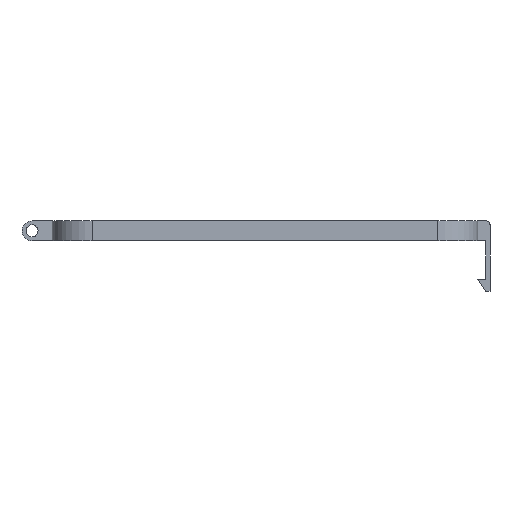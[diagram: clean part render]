
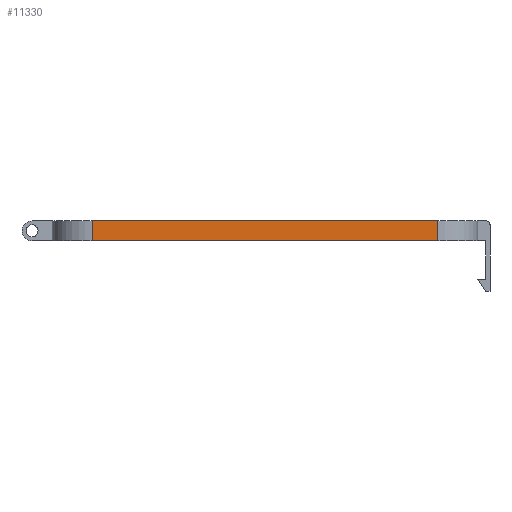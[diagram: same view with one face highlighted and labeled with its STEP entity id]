
A CAD part, front view. The second image highlights one B-rep face of the part: STEP entity #11330.
In plain terms, the highlighted planar face has unit normal (0, -1, 0).
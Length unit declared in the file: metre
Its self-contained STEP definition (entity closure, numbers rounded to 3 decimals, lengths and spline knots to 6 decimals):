
#173=PLANE('',#11920);
#762=LINE('',#17841,#1689);
#825=LINE('',#18301,#1752);
#826=LINE('',#18303,#1753);
#827=LINE('',#18305,#1754);
#1689=VECTOR('',#12763,1.);
#1752=VECTOR('',#12856,1.);
#1753=VECTOR('',#12859,1.);
#1754=VECTOR('',#12860,1.);
#4105=ORIENTED_EDGE('',*,*,#6740,.T.);
#4106=ORIENTED_EDGE('',*,*,#6741,.F.);
#4107=ORIENTED_EDGE('',*,*,#6590,.F.);
#4108=ORIENTED_EDGE('',*,*,#6739,.T.);
#6590=EDGE_CURVE('',#8054,#8055,#762,.T.);
#6739=EDGE_CURVE('',#8054,#8193,#825,.T.);
#6740=EDGE_CURVE('',#8193,#8194,#826,.T.);
#6741=EDGE_CURVE('',#8055,#8194,#827,.T.);
#8054=VERTEX_POINT('',#17840);
#8055=VERTEX_POINT('',#17842);
#8193=VERTEX_POINT('',#18300);
#8194=VERTEX_POINT('',#18304);
#9646=EDGE_LOOP('',(#4105,#4106,#4107,#4108));
#10299=FACE_BOUND('',#9646,.T.);
#11330=ADVANCED_FACE('',(#10299),#173,.F.);
#11920=AXIS2_PLACEMENT_3D('',#18302,#12857,#12858);
#12763=DIRECTION('',(1.,0.,0.));
#12856=DIRECTION('',(0.,0.,-1.));
#12857=DIRECTION('',(0.,1.,0.));
#12858=DIRECTION('',(0.,0.,1.));
#12859=DIRECTION('',(1.,0.,0.));
#12860=DIRECTION('',(0.,0.,-1.));
#17840=CARTESIAN_POINT('',(0.01,0.,0.005));
#17841=CARTESIAN_POINT('',(0.053,0.,0.005));
#17842=CARTESIAN_POINT('',(0.096,0.,0.005));
#18300=CARTESIAN_POINT('',(0.01,0.,0.));
#18301=CARTESIAN_POINT('',(0.01,0.,0.005));
#18302=CARTESIAN_POINT('',(0.053,0.,0.005));
#18303=CARTESIAN_POINT('',(0.053,0.,0.));
#18304=CARTESIAN_POINT('',(0.096,0.,0.));
#18305=CARTESIAN_POINT('',(0.096,0.,0.005));
